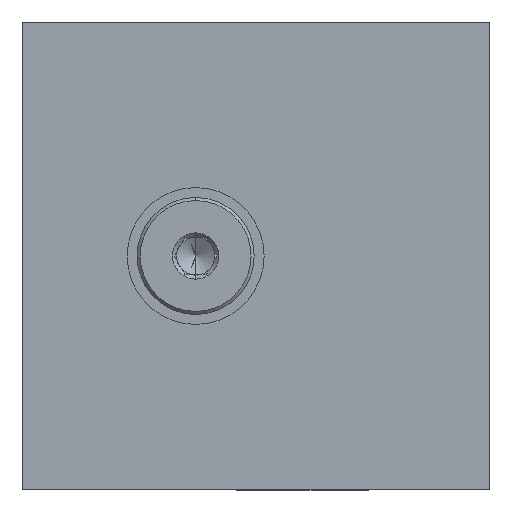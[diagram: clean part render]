
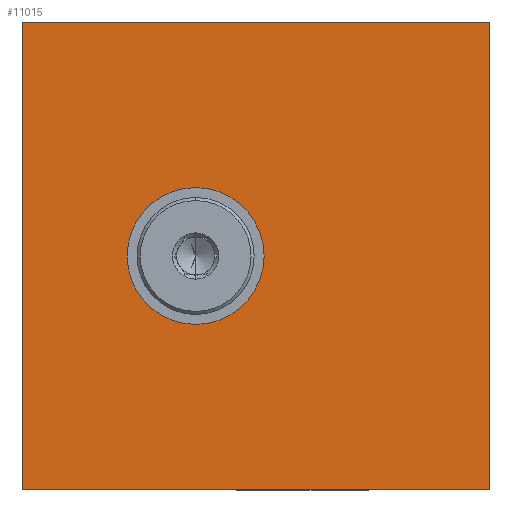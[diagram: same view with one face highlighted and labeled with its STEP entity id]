
A CAD part, front view. The second image highlights one B-rep face of the part: STEP entity #11015.
In plain terms, the highlighted planar face has unit normal (0, -1, 0).
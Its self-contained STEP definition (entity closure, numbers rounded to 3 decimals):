
#211 = EDGE_CURVE ( 'NONE', #10242, #1956, #10104, .T. ) ;
#668 = EDGE_CURVE ( 'NONE', #1956, #10242, #7482, .T. ) ;
#892 = VERTEX_POINT ( 'NONE', #2021 ) ;
#1509 = VERTEX_POINT ( 'NONE', #7744 ) ;
#1589 = CARTESIAN_POINT ( 'NONE',  ( 38., -57.15, -38. ) ) ;
#1728 = CARTESIAN_POINT ( 'NONE',  ( -38., -57.15, 38. ) ) ;
#1956 = VERTEX_POINT ( 'NONE', #3107 ) ;
#2021 = CARTESIAN_POINT ( 'NONE',  ( 38., -57.15, 38. ) ) ;
#2107 = VECTOR ( 'NONE', #7098, 1000. ) ;
#2405 = EDGE_CURVE ( 'NONE', #1509, #892, #7805, .T. ) ;
#2566 = VERTEX_POINT ( 'NONE', #1589 ) ;
#2761 = VERTEX_POINT ( 'NONE', #5257 ) ;
#2798 = DIRECTION ( 'NONE',  ( 0., 1., 0. ) ) ;
#2805 = CARTESIAN_POINT ( 'NONE',  ( -9.8, -57.15, 0. ) ) ;
#2961 = FACE_BOUND ( 'NONE', #7316, .T. ) ;
#3107 = CARTESIAN_POINT ( 'NONE',  ( -9.8, -57.15, -11.115 ) ) ;
#3305 = ORIENTED_EDGE ( 'NONE', *, *, #668, .F. ) ;
#3349 = AXIS2_PLACEMENT_3D ( 'NONE', #10140, #3781, #11156 ) ;
#3363 = DIRECTION ( 'NONE',  ( 1., 0., 0. ) ) ;
#3781 = DIRECTION ( 'NONE',  ( 0., -1., 0. ) ) ;
#3822 = DIRECTION ( 'NONE',  ( 0., -1., 0. ) ) ;
#4416 = CARTESIAN_POINT ( 'NONE',  ( -38., -57.15, 38. ) ) ;
#4787 = DIRECTION ( 'NONE',  ( 0., 0., -1. ) ) ;
#5257 = CARTESIAN_POINT ( 'NONE',  ( -38., -57.15, -38. ) ) ;
#5325 = ORIENTED_EDGE ( 'NONE', *, *, #6359, .F. ) ;
#5751 = CARTESIAN_POINT ( 'NONE',  ( -38., -57.15, -38. ) ) ;
#5902 = ORIENTED_EDGE ( 'NONE', *, *, #12623, .F. ) ;
#5942 = PLANE ( 'NONE',  #12086 ) ;
#6359 = EDGE_CURVE ( 'NONE', #892, #2566, #7963, .T. ) ;
#6630 = VECTOR ( 'NONE', #10484, 1000. ) ;
#7098 = DIRECTION ( 'NONE',  ( -1., 0., 0. ) ) ;
#7316 = EDGE_LOOP ( 'NONE', ( #3305, #9661 ) ) ;
#7359 = CARTESIAN_POINT ( 'NONE',  ( 38., -57.15, -38. ) ) ;
#7464 = LINE ( 'NONE', #7672, #10906 ) ;
#7482 = CIRCLE ( 'NONE', #7918, 11.115 ) ;
#7672 = CARTESIAN_POINT ( 'NONE',  ( -38., -57.15, -38. ) ) ;
#7674 = EDGE_CURVE ( 'NONE', #2761, #1509, #7464, .T. ) ;
#7744 = CARTESIAN_POINT ( 'NONE',  ( -38., -57.15, 38. ) ) ;
#7805 = LINE ( 'NONE', #4416, #8137 ) ;
#7918 = AXIS2_PLACEMENT_3D ( 'NONE', #2805, #3822, #4787 ) ;
#7963 = LINE ( 'NONE', #7359, #6630 ) ;
#8137 = VECTOR ( 'NONE', #3363, 1000. ) ;
#8421 = ORIENTED_EDGE ( 'NONE', *, *, #7674, .F. ) ;
#9201 = LINE ( 'NONE', #5751, #2107 ) ;
#9250 = ORIENTED_EDGE ( 'NONE', *, *, #2405, .F. ) ;
#9661 = ORIENTED_EDGE ( 'NONE', *, *, #211, .F. ) ;
#10006 = DIRECTION ( 'NONE',  ( 0., 0., 1. ) ) ;
#10104 = CIRCLE ( 'NONE', #3349, 11.115 ) ;
#10140 = CARTESIAN_POINT ( 'NONE',  ( -9.8, -57.15, 0. ) ) ;
#10242 = VERTEX_POINT ( 'NONE', #13223 ) ;
#10484 = DIRECTION ( 'NONE',  ( 0., 0., -1. ) ) ;
#10906 = VECTOR ( 'NONE', #10006, 1000. ) ;
#11015 = ADVANCED_FACE ( 'NONE', ( #2961, #11025 ), #5942, .F. ) ;
#11025 = FACE_OUTER_BOUND ( 'NONE', #12628, .T. ) ;
#11156 = DIRECTION ( 'NONE',  ( 0., 0., -1. ) ) ;
#11227 = DIRECTION ( 'NONE',  ( 0., 0., 1. ) ) ;
#12086 = AXIS2_PLACEMENT_3D ( 'NONE', #1728, #2798, #11227 ) ;
#12623 = EDGE_CURVE ( 'NONE', #2566, #2761, #9201, .T. ) ;
#12628 = EDGE_LOOP ( 'NONE', ( #8421, #5902, #5325, #9250 ) ) ;
#13223 = CARTESIAN_POINT ( 'NONE',  ( -9.8, -57.15, 11.115 ) ) ;
